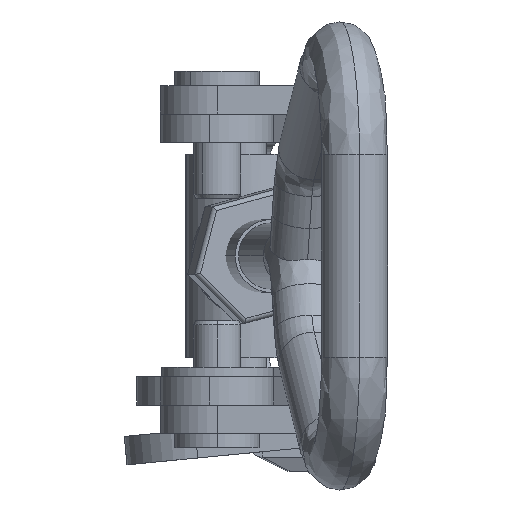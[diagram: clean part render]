
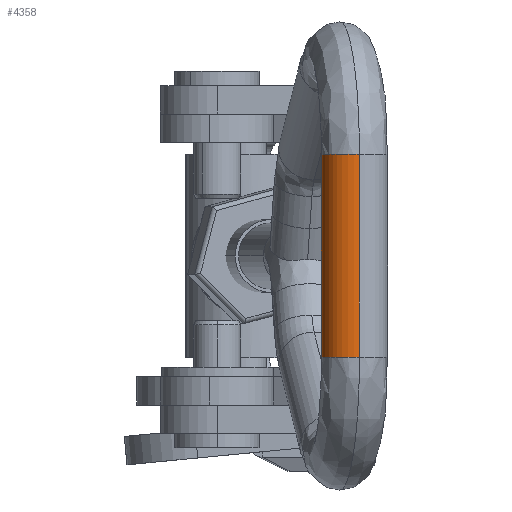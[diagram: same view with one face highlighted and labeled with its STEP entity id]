
A CAD part, left-side view. The second image highlights one B-rep face of the part: STEP entity #4358.
In plain terms, the highlighted free-form (B-spline) face has degree [3, 1] with [4, 2] control points.
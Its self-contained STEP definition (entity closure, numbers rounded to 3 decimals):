
#262 =( BOUNDED_SURFACE ( )  B_SPLINE_SURFACE ( 3, 1, ( 
 ( #7129, #5580 ),
 ( #2508, #7890 ),
 ( #3286, #8658 ),
 ( #4071, #9430 ) ),
 .UNSPECIFIED., .F., .F., .F. ) 
 B_SPLINE_SURFACE_WITH_KNOTS ( ( 4, 4 ),
 ( 2, 2 ),
 ( 0., 1. ),
 ( 0., 1. ),
 .UNSPECIFIED. ) 
 GEOMETRIC_REPRESENTATION_ITEM ( )  RATIONAL_B_SPLINE_SURFACE ( (
 ( 1., 1.),
 ( 0.333, 0.333),
 ( 0.333, 0.333),
 ( 1., 1.) ) ) 
 REPRESENTATION_ITEM ( '' )  SURFACE ( )  );
#408 = CARTESIAN_POINT ( 'NONE',  ( 10.68, 95.5, 0. ) ) ;
#472 = EDGE_CURVE ( 'NONE', #5265, #864, #7508, .T. ) ;
#864 = VERTEX_POINT ( 'NONE', #9423 ) ;
#955 = VERTEX_POINT ( 'NONE', #9298 ) ;
#1456 = EDGE_LOOP ( 'NONE', ( #9203, #9755, #5175, #2212 ) ) ;
#1779 = DIRECTION ( 'NONE',  ( -1., 0., 0. ) ) ;
#2212 = ORIENTED_EDGE ( 'NONE', *, *, #8019, .F. ) ;
#2508 = CARTESIAN_POINT ( 'NONE',  ( 10.72, 88.5, 7. ) ) ;
#2626 = CIRCLE ( 'NONE', #3503, 3.5 ) ;
#2851 = VECTOR ( 'NONE', #5863, 1000. ) ;
#2931 = EDGE_CURVE ( 'NONE', #8342, #864, #3974, .T. ) ;
#3286 = CARTESIAN_POINT ( 'NONE',  ( 10.68, 95.5, 7. ) ) ;
#3503 = AXIS2_PLACEMENT_3D ( 'NONE', #4560, #9907, #5318 ) ;
#3974 = LINE ( 'NONE', #6417, #8529 ) ;
#4071 = CARTESIAN_POINT ( 'NONE',  ( 10.68, 95.5, 0. ) ) ;
#4179 = DIRECTION ( 'NONE',  ( -1., -0.006, 0. ) ) ;
#4358 = ADVANCED_FACE ( 'NONE', ( #7672 ), #262, .T. ) ;
#4560 = CARTESIAN_POINT ( 'NONE',  ( 10.7, 92., 0. ) ) ;
#5175 = ORIENTED_EDGE ( 'NONE', *, *, #472, .F. ) ;
#5265 = VERTEX_POINT ( 'NONE', #7609 ) ;
#5318 = DIRECTION ( 'NONE',  ( 0.006, -1., 0. ) ) ;
#5580 = CARTESIAN_POINT ( 'NONE',  ( -10.68, 88.5, 0. ) ) ;
#5863 = DIRECTION ( 'NONE',  ( -1., 0., 0. ) ) ;
#6021 = CARTESIAN_POINT ( 'NONE',  ( 10.72, 88.5, 0. ) ) ;
#6417 = CARTESIAN_POINT ( 'NONE',  ( 10.68, 95.5, 0. ) ) ;
#6785 = EDGE_CURVE ( 'NONE', #955, #8342, #2626, .T. ) ;
#7129 = CARTESIAN_POINT ( 'NONE',  ( 10.72, 88.5, 0. ) ) ;
#7508 = CIRCLE ( 'NONE', #8108, 3.5 ) ;
#7609 = CARTESIAN_POINT ( 'NONE',  ( -10.68, 88.5, 0. ) ) ;
#7672 = FACE_OUTER_BOUND ( 'NONE', #1456, .T. ) ;
#7890 = CARTESIAN_POINT ( 'NONE',  ( -10.68, 88.5, 7. ) ) ;
#8019 = EDGE_CURVE ( 'NONE', #955, #5265, #8498, .T. ) ;
#8108 = AXIS2_PLACEMENT_3D ( 'NONE', #8755, #4179, #9540 ) ;
#8342 = VERTEX_POINT ( 'NONE', #408 ) ;
#8498 = LINE ( 'NONE', #6021, #2851 ) ;
#8529 = VECTOR ( 'NONE', #1779, 1000. ) ;
#8658 = CARTESIAN_POINT ( 'NONE',  ( -10.72, 95.5, 7. ) ) ;
#8755 = CARTESIAN_POINT ( 'NONE',  ( -10.7, 92., 0. ) ) ;
#9203 = ORIENTED_EDGE ( 'NONE', *, *, #6785, .T. ) ;
#9298 = CARTESIAN_POINT ( 'NONE',  ( 10.72, 88.5, 0. ) ) ;
#9423 = CARTESIAN_POINT ( 'NONE',  ( -10.72, 95.5, 0. ) ) ;
#9430 = CARTESIAN_POINT ( 'NONE',  ( -10.72, 95.5, 0. ) ) ;
#9540 = DIRECTION ( 'NONE',  ( 0.006, -1., 0. ) ) ;
#9755 = ORIENTED_EDGE ( 'NONE', *, *, #2931, .T. ) ;
#9907 = DIRECTION ( 'NONE',  ( -1., -0.006, 0. ) ) ;
